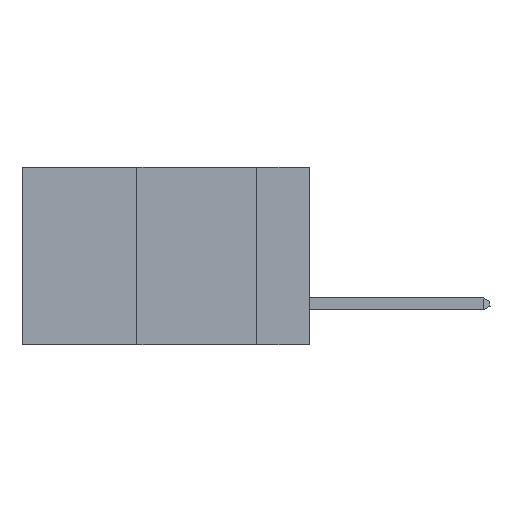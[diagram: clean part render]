
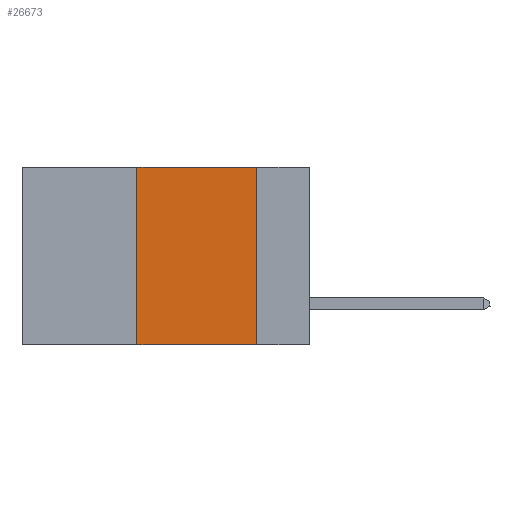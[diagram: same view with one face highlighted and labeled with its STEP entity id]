
A CAD part, left-side view. The second image highlights one B-rep face of the part: STEP entity #26673.
In plain terms, the highlighted planar face has unit normal (-1, 0, 0).
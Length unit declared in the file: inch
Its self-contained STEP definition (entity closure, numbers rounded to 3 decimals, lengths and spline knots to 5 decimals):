
#263 = DIRECTION ( 'NONE',  ( 0., -1., 0. ) ) ;
#2851 = ORIENTED_EDGE ( 'NONE', *, *, #26974, .F. ) ;
#3965 = CARTESIAN_POINT ( 'NONE',  ( 0., 0.11, 0. ) ) ;
#4400 = VERTEX_POINT ( 'NONE', #3965 ) ;
#8991 = EDGE_LOOP ( 'NONE', ( #26863, #9919, #2851, #38365 ) ) ;
#9919 = ORIENTED_EDGE ( 'NONE', *, *, #33392, .F. ) ;
#10755 = VECTOR ( 'NONE', #37034, 39.37008 ) ;
#10780 = CARTESIAN_POINT ( 'NONE',  ( 0., 0.6, 0. ) ) ;
#10876 = CARTESIAN_POINT ( 'NONE',  ( 0., 0.36, -0.37 ) ) ;
#11746 = VERTEX_POINT ( 'NONE', #18229 ) ;
#11802 = LINE ( 'NONE', #20450, #10755 ) ;
#16428 = FACE_OUTER_BOUND ( 'NONE', #8991, .T. ) ;
#17750 = PLANE ( 'NONE',  #37299 ) ;
#17786 = LINE ( 'NONE', #30511, #18273 ) ;
#17903 = DIRECTION ( 'NONE',  ( 0., 0., -1. ) ) ;
#18229 = CARTESIAN_POINT ( 'NONE',  ( 0., 0.11, -0.37 ) ) ;
#18273 = VECTOR ( 'NONE', #20852, 39.37008 ) ;
#19296 = VERTEX_POINT ( 'NONE', #26642 ) ;
#19458 = CARTESIAN_POINT ( 'NONE',  ( 0., 0.11, 0. ) ) ;
#20450 = CARTESIAN_POINT ( 'NONE',  ( 0., 0.36, 0. ) ) ;
#20852 = DIRECTION ( 'NONE',  ( 0., -1., 0. ) ) ;
#23428 = DIRECTION ( 'NONE',  ( 0., 0., -1. ) ) ;
#25927 = LINE ( 'NONE', #32697, #29480 ) ;
#26642 = CARTESIAN_POINT ( 'NONE',  ( 0., 0.36, 0. ) ) ;
#26673 = ADVANCED_FACE ( 'NONE', ( #16428 ), #17750, .F. ) ;
#26863 = ORIENTED_EDGE ( 'NONE', *, *, #35368, .F. ) ;
#26974 = EDGE_CURVE ( 'NONE', #36061, #19296, #11802, .T. ) ;
#29480 = VECTOR ( 'NONE', #263, 39.37008 ) ;
#30345 = VECTOR ( 'NONE', #23428, 39.37008 ) ;
#30511 = CARTESIAN_POINT ( 'NONE',  ( 0., 0.6, 0. ) ) ;
#32697 = CARTESIAN_POINT ( 'NONE',  ( 0., 0.6, -0.37 ) ) ;
#33185 = EDGE_CURVE ( 'NONE', #36061, #11746, #25927, .T. ) ;
#33392 = EDGE_CURVE ( 'NONE', #19296, #4400, #17786, .T. ) ;
#34312 = DIRECTION ( 'NONE',  ( 1., 0., 0. ) ) ;
#35368 = EDGE_CURVE ( 'NONE', #4400, #11746, #38992, .T. ) ;
#36061 = VERTEX_POINT ( 'NONE', #10876 ) ;
#37034 = DIRECTION ( 'NONE',  ( 0., 0., 1. ) ) ;
#37299 = AXIS2_PLACEMENT_3D ( 'NONE', #10780, #34312, #17903 ) ;
#38365 = ORIENTED_EDGE ( 'NONE', *, *, #33185, .T. ) ;
#38992 = LINE ( 'NONE', #19458, #30345 ) ;
